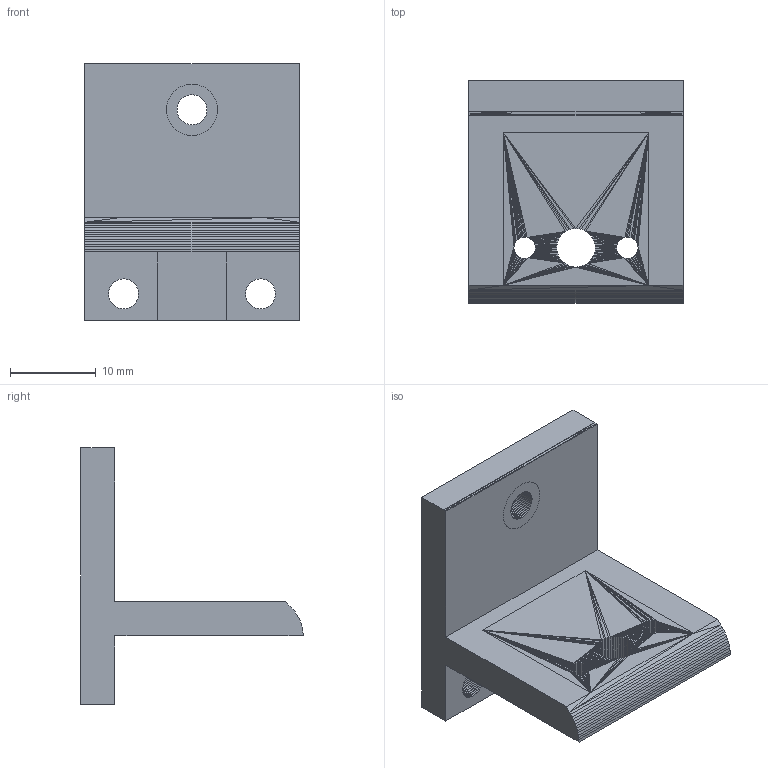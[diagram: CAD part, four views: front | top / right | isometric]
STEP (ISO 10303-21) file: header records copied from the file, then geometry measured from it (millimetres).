
FILE_DESCRIPTION(('FreeCAD Model'),'2;1');
FILE_NAME('mosquito-mount.step','2020-09-04T13:13:40', ('Author'),(''),'Open CASCADE STEP processor 7.3','FreeCAD','Unknown' );
FILE_SCHEMA(('AUTOMOTIVE_DESIGN { 1 0 10303 214 1 1 1 1 }'));
Length unit declared in the file: millimetre
Products named in the file (1): Cut001
Bounding box: 25 x 26 x 30 mm (x, y, z)
Volume: 4914.6 mm3; surface area: 3316.3 mm2
Topology: 1 solids, 1 shells, 573 faces, 1436 edges, 862 vertices
Faces by surface type: plane 573
Entity records: 38871 total; most frequent: CARTESIAN_POINT 5950, DIRECTION 5250, LINE 4102, VECTOR 4102, ORIENTED_EDGE 2872, PCURVE 2872, DEFINITIONAL_REPRESENTATION 2872, EDGE_CURVE 1436
